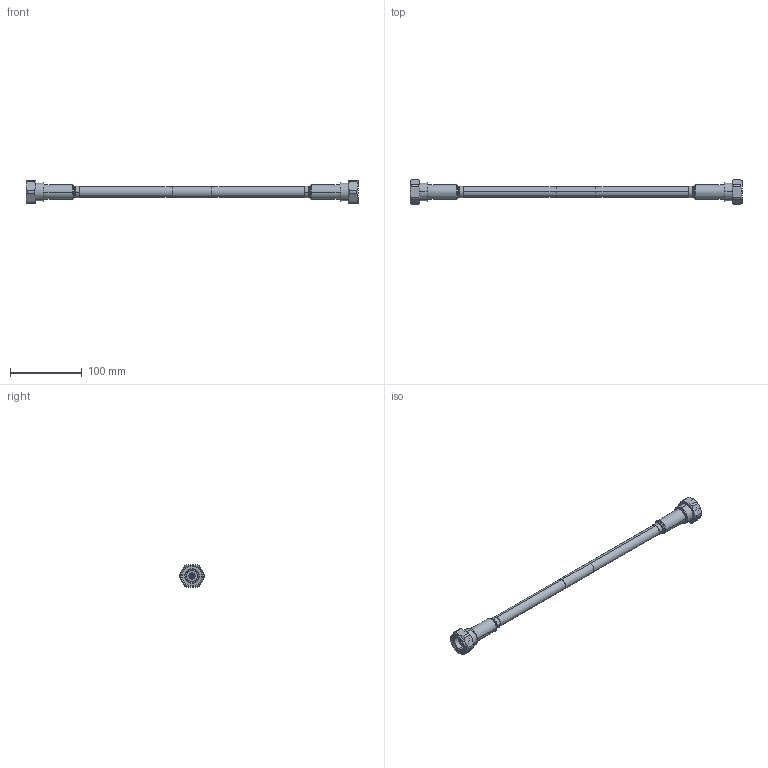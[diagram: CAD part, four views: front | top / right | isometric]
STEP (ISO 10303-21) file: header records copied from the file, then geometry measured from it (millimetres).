
FILE_DESCRIPTION (( 'STEP AP214' ), '1' );
FILE_NAME ('FMCA3198_3D.step', '2023-05-03T18:57:31', ( '' ), ( '' ), 'SwSTEP 2.0', 'SolidWorks 2022', '' );
FILE_SCHEMA (( 'AUTOMOTIVE_DESIGN' ));
Length unit declared in the file: inch
Products named in the file (6): EZ-600-716M-X_ferrule; FMCA3198_3D; CA-600-MA1_LONG; LMR-600-UF-FM_WITH LABEL; EZ-600-716M-X; EZ-600-716M-X_body
Assembly tree (7 placements, depth 3):
  FMCA3198_3D
    LMR-600-UF-FM_WITH LABEL
    EZ-600-716M-X  x2
      EZ-600-716M-X_body
      EZ-600-716M-X_ferrule
    CA-600-MA1_LONG  x2
Bounding box: 464.14 x 34.99 x 32 mm (x, y, z)
Volume: 95761.8 mm3; surface area: 51696.7 mm2
Topology: 7 solids, 7 shells, 278 faces, 578 edges, 340 vertices
Faces by surface type: cone 116, cylinder 94, plane 52, torus 16
Entity records: 4312 total; most frequent: CARTESIAN_POINT 813, DIRECTION 760, ORIENTED_EDGE 596, AXIS2_PLACEMENT_3D 323, EDGE_CURVE 298, VERTEX_POINT 176, CIRCLE 168, EDGE_LOOP 162
